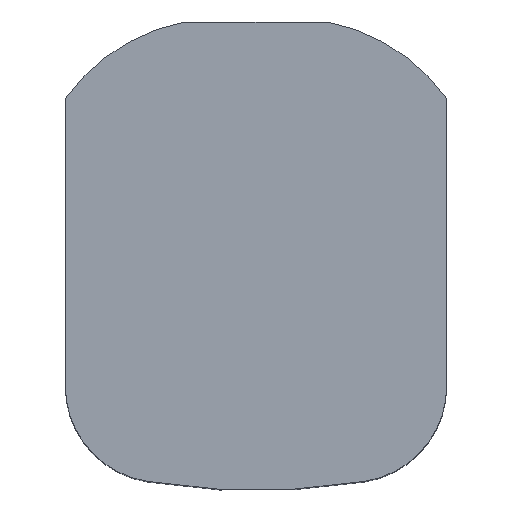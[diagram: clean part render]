
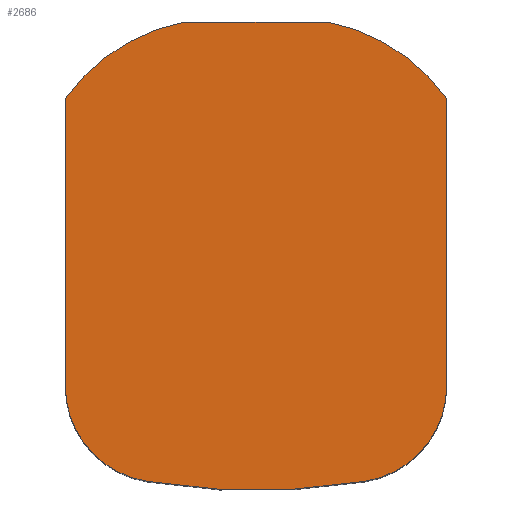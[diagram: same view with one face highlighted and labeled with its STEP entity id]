
A CAD part, top view. The second image highlights one B-rep face of the part: STEP entity #2686.
In plain terms, the highlighted planar face has unit normal (0, 0, 1).
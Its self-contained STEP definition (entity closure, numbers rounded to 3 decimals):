
#306=DIRECTION('',(0.,-1.,0.));
#307=VECTOR('',#306,8.276);
#308=CARTESIAN_POINT('',(-5.5,5.748,-13.563));
#309=LINE('',#308,#307);
#322=DIRECTION('',(0.,1.,0.));
#323=VECTOR('',#322,8.276);
#324=CARTESIAN_POINT('',(5.5,-2.528,-13.563));
#325=LINE('',#324,#323);
#334=CARTESIAN_POINT('',(2.7,-2.528,-13.563));
#335=DIRECTION('',(0.,0.,-1.));
#336=DIRECTION('',(1.,0.,0.));
#337=AXIS2_PLACEMENT_3D('',#334,#335,#336);
#339=CARTESIAN_POINT('',(0.,13.756,-13.563));
#340=DIRECTION('',(0.,0.,-1.));
#341=DIRECTION('',(0.164,-0.987,0.));
#342=AXIS2_PLACEMENT_3D('',#339,#340,#341);
#344=CARTESIAN_POINT('',(-2.7,-2.528,-13.563));
#345=DIRECTION('',(0.,0.,-1.));
#346=DIRECTION('',(-0.164,-0.987,0.));
#347=AXIS2_PLACEMENT_3D('',#344,#345,#346);
#349=CARTESIAN_POINT('',(-1.,2.5,-13.563));
#350=DIRECTION('',(0.,0.,-1.));
#351=DIRECTION('',(-0.811,0.585,0.));
#352=AXIS2_PLACEMENT_3D('',#349,#350,#351);
#354=DIRECTION('',(1.,0.,0.));
#355=VECTOR('',#354,4.098);
#356=CARTESIAN_POINT('',(-2.049,7.95,-13.563));
#357=LINE('',#356,#355);
#358=CARTESIAN_POINT('',(1.,2.5,-13.563));
#359=DIRECTION('',(0.,0.,-1.));
#360=DIRECTION('',(0.189,0.982,0.));
#361=AXIS2_PLACEMENT_3D('',#358,#359,#360);
#1838=CARTESIAN_POINT('',(-5.5,5.748,-13.563));
#1839=CARTESIAN_POINT('',(-2.049,7.95,-13.563));
#1840=VERTEX_POINT('',#1838);
#1841=VERTEX_POINT('',#1839);
#1842=CARTESIAN_POINT('',(2.049,7.95,-13.563));
#1843=CARTESIAN_POINT('',(5.5,5.748,-13.563));
#1844=VERTEX_POINT('',#1842);
#1845=VERTEX_POINT('',#1843);
#2172=CARTESIAN_POINT('',(5.5,-2.528,-13.563));
#2173=CARTESIAN_POINT('',(3.158,-5.29,-13.563));
#2174=VERTEX_POINT('',#2172);
#2175=VERTEX_POINT('',#2173);
#2176=CARTESIAN_POINT('',(-3.158,-5.29,-13.563));
#2177=CARTESIAN_POINT('',(-5.5,-2.528,-13.563));
#2178=VERTEX_POINT('',#2176);
#2179=VERTEX_POINT('',#2177);
#2671=CARTESIAN_POINT('',(0.,0.,-13.563));
#2672=DIRECTION('',(0.,0.,1.));
#2673=DIRECTION('',(1.,0.,0.));
#2674=AXIS2_PLACEMENT_3D('',#2671,#2672,#2673);
#2675=PLANE('',#2674);
#2676=ORIENTED_EDGE('',*,*,#2511,.T.);
#2677=ORIENTED_EDGE('',*,*,#2534,.T.);
#2678=ORIENTED_EDGE('',*,*,#2554,.T.);
#2679=ORIENTED_EDGE('',*,*,#2576,.F.);
#2680=ORIENTED_EDGE('',*,*,#2596,.T.);
#2681=ORIENTED_EDGE('',*,*,#2618,.T.);
#2682=ORIENTED_EDGE('',*,*,#2638,.T.);
#2683=ORIENTED_EDGE('',*,*,#2657,.F.);
#2684=EDGE_LOOP('',(#2676,#2677,#2678,#2679,#2680,#2681,#2682,#2683));
#2685=FACE_OUTER_BOUND('',#2684,.F.);
#338=CIRCLE('',#337,2.8);
#343=CIRCLE('',#342,19.306);
#348=CIRCLE('',#347,2.8);
#353=CIRCLE('',#352,5.55);
#362=CIRCLE('',#361,5.55);
#2511=EDGE_CURVE('',#2174,#2175,#338,.T.);
#2534=EDGE_CURVE('',#2175,#2178,#343,.T.);
#2554=EDGE_CURVE('',#2178,#2179,#348,.T.);
#2576=EDGE_CURVE('',#1840,#2179,#309,.T.);
#2596=EDGE_CURVE('',#1840,#1841,#353,.T.);
#2618=EDGE_CURVE('',#1841,#1844,#357,.T.);
#2638=EDGE_CURVE('',#1844,#1845,#362,.T.);
#2657=EDGE_CURVE('',#2174,#1845,#325,.T.);
#2686=ADVANCED_FACE('',(#2685),#2675,.T.);
